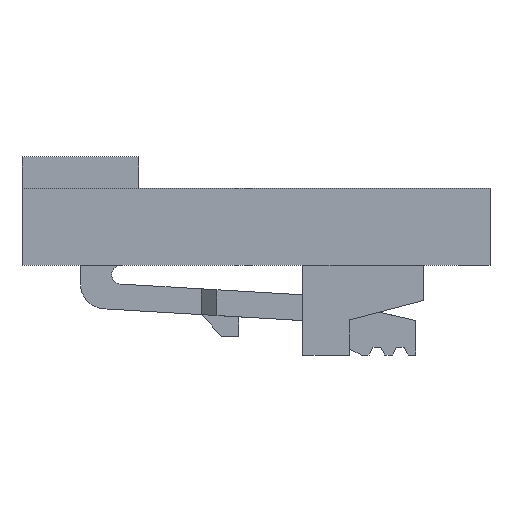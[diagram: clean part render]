
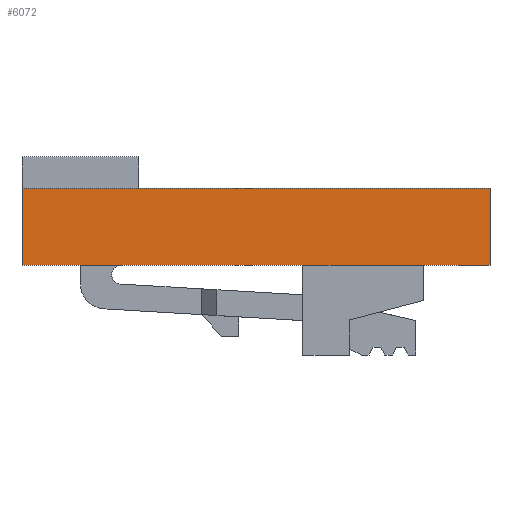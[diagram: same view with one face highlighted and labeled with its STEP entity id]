
A CAD part, left-side view. The second image highlights one B-rep face of the part: STEP entity #6072.
In plain terms, the highlighted planar face has unit normal (-1, 0, 0).
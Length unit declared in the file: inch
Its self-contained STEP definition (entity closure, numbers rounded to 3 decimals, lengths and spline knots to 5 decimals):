
#9=DIRECTION('',(0.,0.,1.));
#10=VECTOR('',#9,0.099);
#11=CARTESIAN_POINT('',(-0.2495,-0.3,-0.0495));
#12=LINE('',#11,#10);
#369=DIRECTION('',(0.,0.,1.));
#370=VECTOR('',#369,0.099);
#371=CARTESIAN_POINT('',(-0.2495,0.3,-0.0495));
#372=LINE('',#371,#370);
#1413=DIRECTION('',(0.,1.,0.));
#1414=VECTOR('',#1413,0.6);
#1415=CARTESIAN_POINT('',(-0.2495,-0.3,0.0495));
#1416=LINE('',#1415,#1414);
#1789=DIRECTION('',(0.,1.,0.));
#1790=VECTOR('',#1789,0.6);
#1791=CARTESIAN_POINT('',(-0.2495,-0.3,-0.0495));
#1792=LINE('',#1791,#1790);
#2525=CARTESIAN_POINT('',(-0.2495,-0.3,-0.0495));
#2526=CARTESIAN_POINT('',(-0.2495,-0.3,0.0495));
#2527=VERTEX_POINT('',#2525);
#2528=VERTEX_POINT('',#2526);
#2533=CARTESIAN_POINT('',(-0.2495,0.3,-0.0495));
#2534=CARTESIAN_POINT('',(-0.2495,0.3,0.0495));
#2535=VERTEX_POINT('',#2533);
#2536=VERTEX_POINT('',#2534);
#6061=CARTESIAN_POINT('',(-0.2495,-0.3,-0.0495));
#6062=DIRECTION('',(-1.,0.,0.));
#6063=DIRECTION('',(0.,0.,1.));
#6064=AXIS2_PLACEMENT_3D('',#6061,#6062,#6063);
#6065=PLANE('',#6064);
#6066=ORIENTED_EDGE('',*,*,#3334,.F.);
#6067=ORIENTED_EDGE('',*,*,#4078,.T.);
#6068=ORIENTED_EDGE('',*,*,#3726,.T.);
#6069=ORIENTED_EDGE('',*,*,#5203,.F.);
#6070=EDGE_LOOP('',(#6066,#6067,#6068,#6069));
#6071=FACE_OUTER_BOUND('',#6070,.F.);
#6072=ADVANCED_FACE('',(#6071),#6065,.T.);
#3334=EDGE_CURVE('',#2527,#2528,#12,.T.);
#3726=EDGE_CURVE('',#2535,#2536,#372,.T.);
#4078=EDGE_CURVE('',#2527,#2535,#1792,.T.);
#5203=EDGE_CURVE('',#2528,#2536,#1416,.T.);
